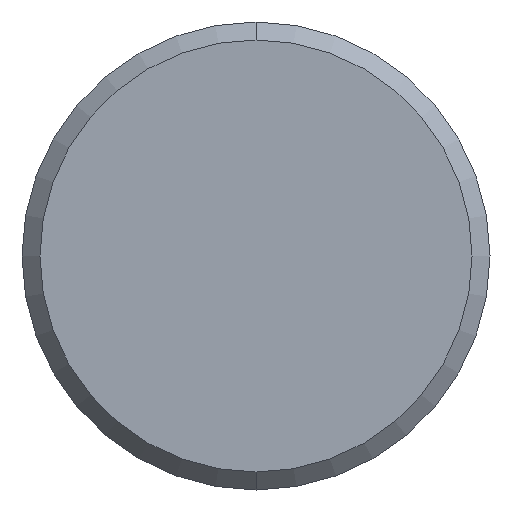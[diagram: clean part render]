
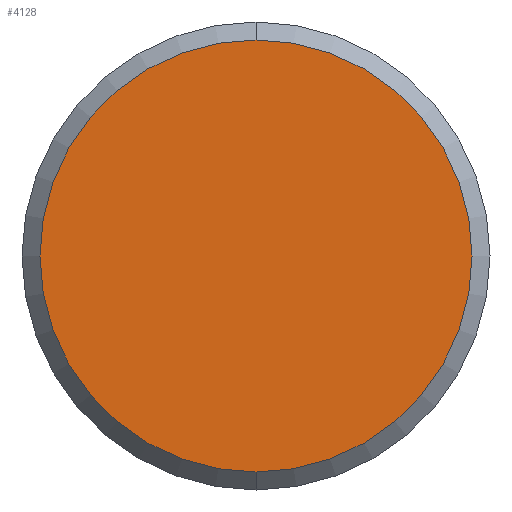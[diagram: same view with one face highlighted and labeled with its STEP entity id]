
A CAD part, front view. The second image highlights one B-rep face of the part: STEP entity #4128.
In plain terms, the highlighted planar face has unit normal (0, -1, 0).
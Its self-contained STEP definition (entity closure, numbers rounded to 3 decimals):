
#1281=CARTESIAN_POINT('',(0.,-60.,0.));
#1282=DIRECTION('',(0.,-1.,0.));
#1283=DIRECTION('',(0.,0.,1.));
#1284=AXIS2_PLACEMENT_3D('',#1281,#1282,#1283);
#1286=CARTESIAN_POINT('',(0.,-60.,0.));
#1287=DIRECTION('',(0.,1.,0.));
#1288=DIRECTION('',(0.,0.,1.));
#1289=AXIS2_PLACEMENT_3D('',#1286,#1287,#1288);
#1662=CARTESIAN_POINT('',(0.,-60.,13.85));
#1663=VERTEX_POINT('',#1662);
#1664=CARTESIAN_POINT('',(0.,-60.,-13.85));
#1665=VERTEX_POINT('',#1664);
#4119=CARTESIAN_POINT('',(0.,-60.,0.));
#4120=DIRECTION('',(0.,1.,0.));
#4121=DIRECTION('',(0.,0.,-1.));
#4122=AXIS2_PLACEMENT_3D('',#4119,#4120,#4121);
#4123=PLANE('',#4122);
#4124=ORIENTED_EDGE('',*,*,#4105,.F.);
#4125=ORIENTED_EDGE('',*,*,#4087,.T.);
#4126=EDGE_LOOP('',(#4124,#4125));
#4127=FACE_OUTER_BOUND('',#4126,.F.);
#4128=ADVANCED_FACE('',(#4127),#4123,.F.);
#1285=CIRCLE('',#1284,13.85);
#1290=CIRCLE('',#1289,13.85);
#4087=EDGE_CURVE('',#1663,#1665,#1290,.T.);
#4105=EDGE_CURVE('',#1663,#1665,#1285,.T.);
